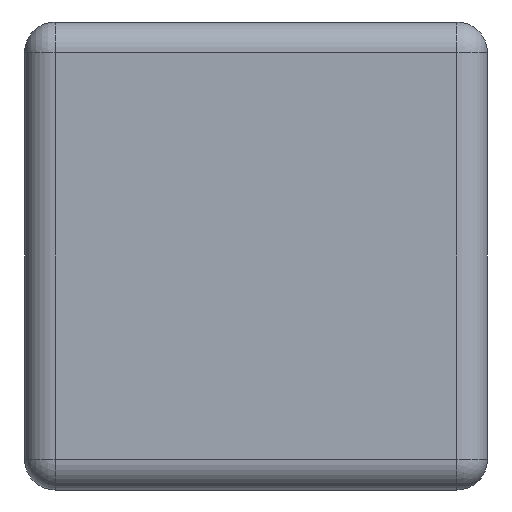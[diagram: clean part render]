
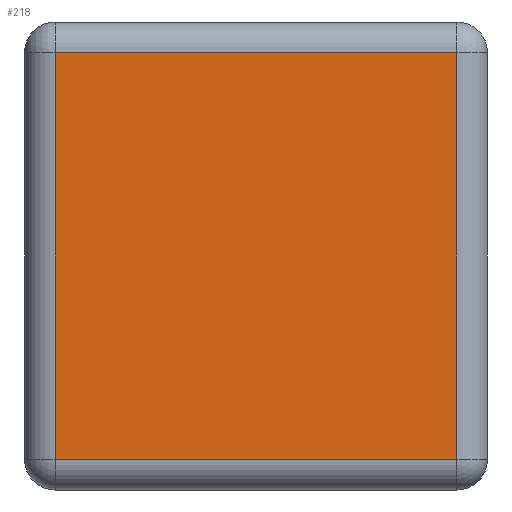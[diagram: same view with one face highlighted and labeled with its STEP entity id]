
A CAD part, left-side view. The second image highlights one B-rep face of the part: STEP entity #218.
In plain terms, the highlighted planar face has unit normal (-1, 0, 0).
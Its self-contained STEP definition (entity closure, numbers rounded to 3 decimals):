
#6 = VECTOR ( 'NONE', #227, 1000. ) ;
#8 = DIRECTION ( 'NONE',  ( 0., 0., -1. ) ) ;
#13 = CARTESIAN_POINT ( 'NONE',  ( -69.25, -19.75, 20. ) ) ;
#16 = AXIS2_PLACEMENT_3D ( 'NONE', #624, #462, #119 ) ;
#18 = ORIENTED_EDGE ( 'NONE', *, *, #104, .T. ) ;
#31 = VECTOR ( 'NONE', #8, 1000. ) ;
#40 = VERTEX_POINT ( 'NONE', #463 ) ;
#52 = EDGE_CURVE ( 'NONE', #451, #90, #76, .T. ) ;
#76 = LINE ( 'NONE', #121, #493 ) ;
#90 = VERTEX_POINT ( 'NONE', #501 ) ;
#104 = EDGE_CURVE ( 'NONE', #90, #340, #473, .T. ) ;
#105 = FACE_OUTER_BOUND ( 'NONE', #265, .T. ) ;
#119 = DIRECTION ( 'NONE',  ( 0., 0., -1. ) ) ;
#121 = CARTESIAN_POINT ( 'NONE',  ( -69.25, 22.75, 20. ) ) ;
#129 = CARTESIAN_POINT ( 'NONE',  ( -69.25, -19.75, -23. ) ) ;
#177 = DIRECTION ( 'NONE',  ( 0., 1., 0. ) ) ;
#185 = EDGE_CURVE ( 'NONE', #340, #40, #450, .T. ) ;
#218 = ADVANCED_FACE ( 'NONE', ( #105 ), #409, .F. ) ;
#227 = DIRECTION ( 'NONE',  ( 0., -1., 0. ) ) ;
#265 = EDGE_LOOP ( 'NONE', ( #447, #593, #18, #325 ) ) ;
#325 = ORIENTED_EDGE ( 'NONE', *, *, #185, .T. ) ;
#340 = VERTEX_POINT ( 'NONE', #538 ) ;
#409 = PLANE ( 'NONE',  #16 ) ;
#418 = VECTOR ( 'NONE', #489, 1000. ) ;
#447 = ORIENTED_EDGE ( 'NONE', *, *, #648, .T. ) ;
#450 = LINE ( 'NONE', #613, #6 ) ;
#451 = VERTEX_POINT ( 'NONE', #13 ) ;
#462 = DIRECTION ( 'NONE',  ( 1., 0., 0. ) ) ;
#463 = CARTESIAN_POINT ( 'NONE',  ( -69.25, -19.75, -20. ) ) ;
#473 = LINE ( 'NONE', #662, #31 ) ;
#489 = DIRECTION ( 'NONE',  ( 0., 0., 1. ) ) ;
#493 = VECTOR ( 'NONE', #177, 1000. ) ;
#501 = CARTESIAN_POINT ( 'NONE',  ( -69.25, 19.75, 20. ) ) ;
#538 = CARTESIAN_POINT ( 'NONE',  ( -69.25, 19.75, -20. ) ) ;
#558 = LINE ( 'NONE', #129, #418 ) ;
#593 = ORIENTED_EDGE ( 'NONE', *, *, #52, .T. ) ;
#613 = CARTESIAN_POINT ( 'NONE',  ( -69.25, 22.75, -20. ) ) ;
#624 = CARTESIAN_POINT ( 'NONE',  ( -69.25, 22.75, -23. ) ) ;
#648 = EDGE_CURVE ( 'NONE', #40, #451, #558, .T. ) ;
#662 = CARTESIAN_POINT ( 'NONE',  ( -69.25, 19.75, -23. ) ) ;
